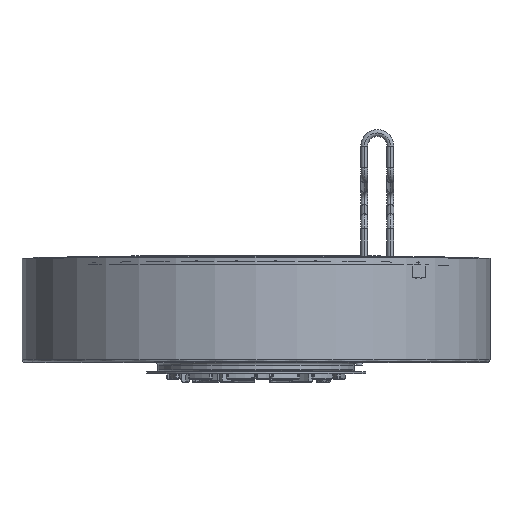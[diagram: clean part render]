
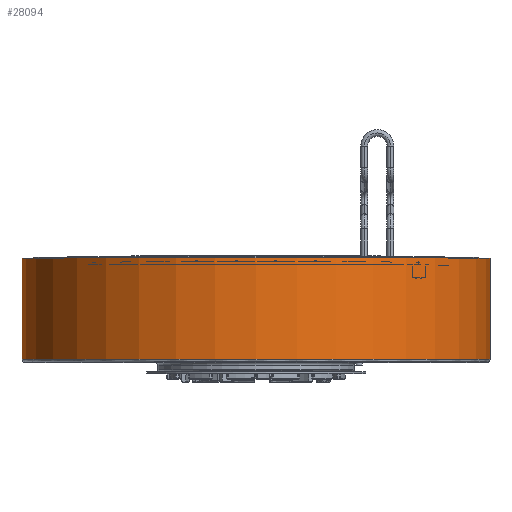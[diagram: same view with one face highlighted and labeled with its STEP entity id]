
A CAD part, top view. The second image highlights one B-rep face of the part: STEP entity #28094.
In plain terms, the highlighted cylindrical face has radius 40.64 mm (diameter 81.28 mm), a partial arc.
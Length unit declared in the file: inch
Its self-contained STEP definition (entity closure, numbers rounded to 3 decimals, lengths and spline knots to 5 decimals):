
#3142=CARTESIAN_POINT('',(0.,0.02,0.));
#3143=DIRECTION('',(0.,1.,0.));
#3144=DIRECTION('',(-1.,0.,0.));
#3145=AXIS2_PLACEMENT_3D('',#3142,#3143,#3144);
#3329=DIRECTION('',(0.,1.,0.));
#3330=VECTOR('',#3329,0.692);
#3331=CARTESIAN_POINT('',(-1.6,0.02,0.));
#3332=LINE('',#3331,#3330);
#3333=DIRECTION('',(0.,1.,0.));
#3334=VECTOR('',#3333,0.692);
#3335=CARTESIAN_POINT('',(1.6,0.02,0.));
#3336=LINE('',#3335,#3334);
#3337=CARTESIAN_POINT('',(0.,0.712,0.));
#3338=DIRECTION('',(0.,-1.,0.));
#3339=DIRECTION('',(1.,0.,0.));
#3340=AXIS2_PLACEMENT_3D('',#3337,#3338,#3339);
#20590=CARTESIAN_POINT('',(-1.6,0.02,0.));
#20592=VERTEX_POINT('',#20590);
#20593=CARTESIAN_POINT('',(1.6,0.02,0.));
#20594=VERTEX_POINT('',#20593);
#21295=CARTESIAN_POINT('',(1.6,0.712,0.));
#21296=CARTESIAN_POINT('',(-1.6,0.712,0.));
#21297=VERTEX_POINT('',#21295);
#21298=VERTEX_POINT('',#21296);
#28083=CARTESIAN_POINT('',(0.,0.78945,0.));
#28084=DIRECTION('',(0.,-1.,0.));
#28085=DIRECTION('',(-1.,0.,0.));
#28086=AXIS2_PLACEMENT_3D('',#28083,#28084,#28085);
#28087=CYLINDRICAL_SURFACE('',#28086,1.6);
#28088=ORIENTED_EDGE('',*,*,#28071,.F.);
#28089=ORIENTED_EDGE('',*,*,#28061,.F.);
#28090=ORIENTED_EDGE('',*,*,#27772,.F.);
#28091=ORIENTED_EDGE('',*,*,#28053,.T.);
#28092=EDGE_LOOP('',(#28088,#28089,#28090,#28091));
#28093=FACE_OUTER_BOUND('',#28092,.F.);
#28094=ADVANCED_FACE('',(#28093),#28087,.T.);
#3146=CIRCLE('',#3145,1.6);
#3341=CIRCLE('',#3340,1.6);
#27772=EDGE_CURVE('',#20592,#20594,#3146,.T.);
#28053=EDGE_CURVE('',#20592,#21298,#3332,.T.);
#28061=EDGE_CURVE('',#20594,#21297,#3336,.T.);
#28071=EDGE_CURVE('',#21297,#21298,#3341,.T.);
